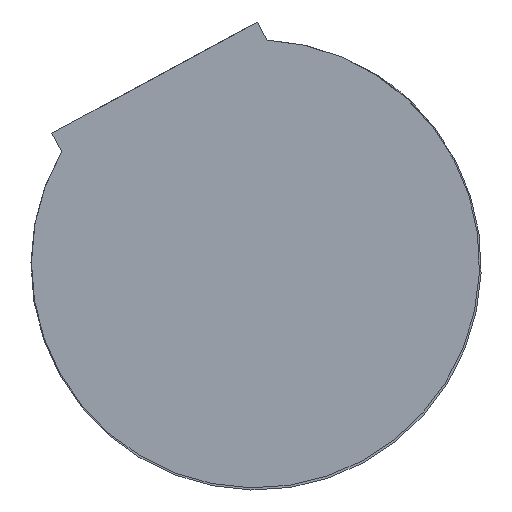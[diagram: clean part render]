
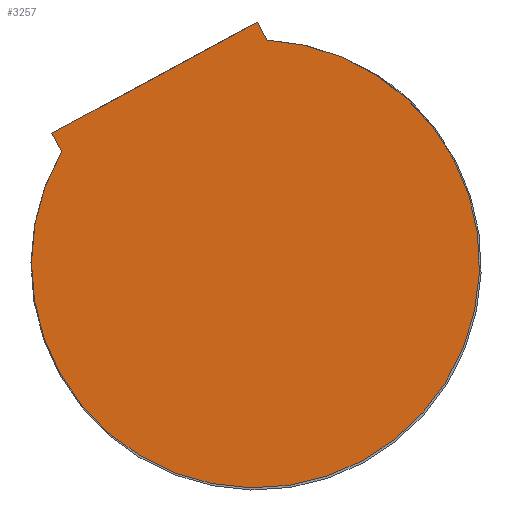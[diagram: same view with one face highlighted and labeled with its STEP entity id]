
A CAD part, front view. The second image highlights one B-rep face of the part: STEP entity #3257.
In plain terms, the highlighted face is planar.
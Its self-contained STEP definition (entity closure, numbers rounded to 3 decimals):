
#4 = LINE ( 'NONE', #1049, #7 ) ;
#7 = VECTOR ( 'NONE', #519, 1000. ) ;
#74 = CARTESIAN_POINT ( 'NONE',  ( -0.5, 16., -5.88 ) ) ;
#219 = EDGE_CURVE ( 'NONE', #1910, #1343, #4, .T. ) ;
#329 = DIRECTION ( 'NONE',  ( 0., 0., -1. ) ) ;
#335 = CARTESIAN_POINT ( 'NONE',  ( -0.5, 16., 43.011 ) ) ;
#504 = CIRCLE ( 'NONE', #1431, 51.752 ) ;
#519 = DIRECTION ( 'NONE',  ( 0., 0., -1. ) ) ;
#530 = ORIENTED_EDGE ( 'NONE', *, *, #2098, .T. ) ;
#604 = PLANE ( 'NONE',  #1232 ) ;
#670 = ORIENTED_EDGE ( 'NONE', *, *, #1114, .T. ) ;
#801 = CARTESIAN_POINT ( 'NONE',  ( -0.5, 16., 43.011 ) ) ;
#815 = DIRECTION ( 'NONE',  ( 0., 1., 0. ) ) ;
#938 = VECTOR ( 'NONE', #3195, 1000. ) ;
#1049 = CARTESIAN_POINT ( 'NONE',  ( 26.5, 16., -6. ) ) ;
#1087 = DIRECTION ( 'NONE',  ( 0., 0., 1. ) ) ;
#1114 = EDGE_CURVE ( 'NONE', #3156, #3181, #1382, .T. ) ;
#1227 = CARTESIAN_POINT ( 'NONE',  ( 26.5, 16., -1.14 ) ) ;
#1232 = AXIS2_PLACEMENT_3D ( 'NONE', #335, #3010, #1900 ) ;
#1247 = CARTESIAN_POINT ( 'NONE',  ( 26.5, 16., -5.88 ) ) ;
#1341 = LINE ( 'NONE', #74, #938 ) ;
#1343 = VERTEX_POINT ( 'NONE', #1247 ) ;
#1382 = LINE ( 'NONE', #2376, #2361 ) ;
#1431 = AXIS2_PLACEMENT_3D ( 'NONE', #801, #815, #329 ) ;
#1629 = ORIENTED_EDGE ( 'NONE', *, *, #219, .T. ) ;
#1864 = CARTESIAN_POINT ( 'NONE',  ( -27.5, 16., -5.88 ) ) ;
#1900 = DIRECTION ( 'NONE',  ( 0., 0., -1. ) ) ;
#1910 = VERTEX_POINT ( 'NONE', #1227 ) ;
#1917 = EDGE_LOOP ( 'NONE', ( #3018, #670, #530, #1629 ) ) ;
#2098 = EDGE_CURVE ( 'NONE', #3181, #1910, #504, .T. ) ;
#2118 = EDGE_CURVE ( 'NONE', #3156, #1343, #1341, .T. ) ;
#2214 = FACE_OUTER_BOUND ( 'NONE', #1917, .T. ) ;
#2361 = VECTOR ( 'NONE', #1087, 1000. ) ;
#2376 = CARTESIAN_POINT ( 'NONE',  ( -27.5, 16., -6. ) ) ;
#2653 = CARTESIAN_POINT ( 'NONE',  ( -27.5, 16., -1.14 ) ) ;
#3010 = DIRECTION ( 'NONE',  ( 0., -1., 0. ) ) ;
#3018 = ORIENTED_EDGE ( 'NONE', *, *, #2118, .F. ) ;
#3156 = VERTEX_POINT ( 'NONE', #1864 ) ;
#3181 = VERTEX_POINT ( 'NONE', #2653 ) ;
#3195 = DIRECTION ( 'NONE',  ( 1., 0., 0. ) ) ;
#3257 = ADVANCED_FACE ( 'NONE', ( #2214 ), #604, .F. ) ;
